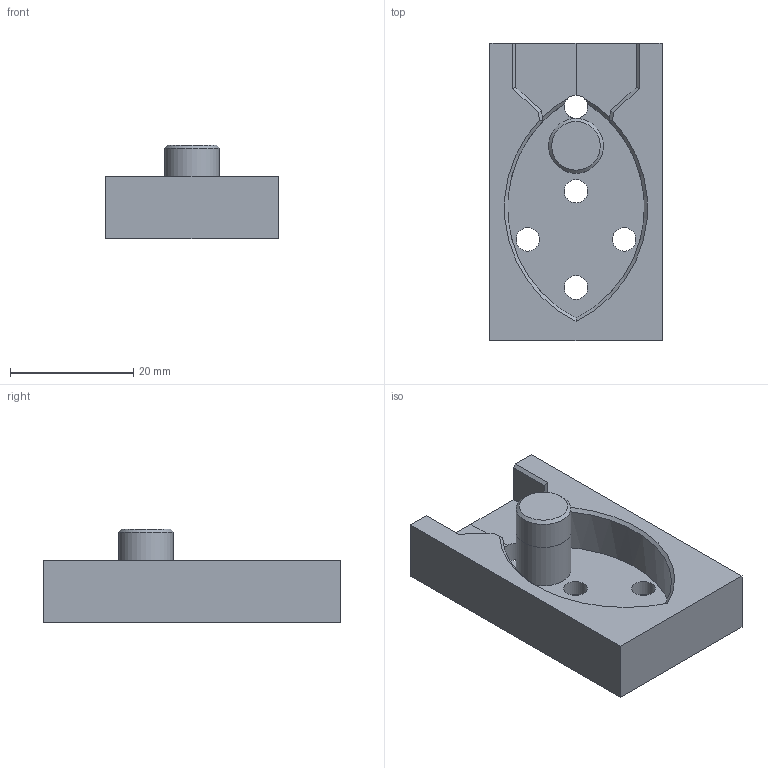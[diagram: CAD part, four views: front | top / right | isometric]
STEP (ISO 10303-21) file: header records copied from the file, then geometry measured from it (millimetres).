
FILE_DESCRIPTION(('FreeCAD Model'),'2;1');
FILE_NAME( 'mold_back_v1.step' ,'2021-10-24T17:51:50',('Author'),(''), 'Open CASCADE STEP processor 7.3','FreeCAD','Unknown');
FILE_SCHEMA(('AUTOMOTIVE_DESIGN { 1 0 10303 214 1 1 1 1 }'));
Length unit declared in the file: millimetre
Products named in the file (1): Chamfer001
Bounding box: 27.94 x 48.26 x 15.24 mm (x, y, z)
Volume: 8655.8 mm3; surface area: 5246 mm2
Topology: 1 solids, 1 shells, 36 faces, 95 edges, 61 vertices
Faces by surface type: plane 22, cylinder 9, cone 5
Full cylindrical faces by diameter (mm): 3.81 x5, 8.89 x2
Entity records: 2505 total; most frequent: CARTESIAN_POINT 602, DIRECTION 345, LINE 197, VECTOR 197, ORIENTED_EDGE 190, PCURVE 190, DEFINITIONAL_REPRESENTATION 190, EDGE_CURVE 95
